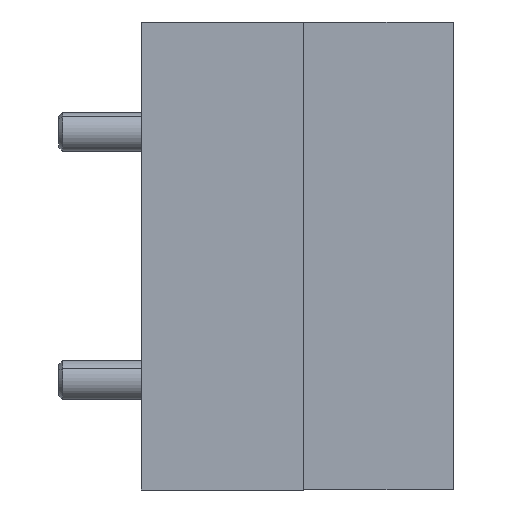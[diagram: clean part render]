
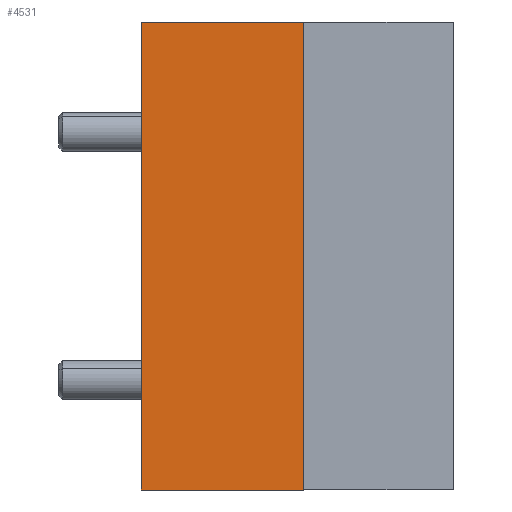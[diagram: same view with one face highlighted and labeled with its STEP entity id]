
A CAD part, left-side view. The second image highlights one B-rep face of the part: STEP entity #4531.
In plain terms, the highlighted planar face has unit normal (-1, 0, 0).
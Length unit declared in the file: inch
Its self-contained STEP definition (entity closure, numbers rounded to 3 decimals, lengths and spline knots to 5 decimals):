
#49 = VERTEX_POINT ( 'NONE', #3047 ) ;
#187 = LINE ( 'NONE', #5466, #4260 ) ;
#263 = DIRECTION ( 'NONE',  ( 0., 0., 1. ) ) ;
#292 = DIRECTION ( 'NONE',  ( 1., 0., 0. ) ) ;
#295 = ORIENTED_EDGE ( 'NONE', *, *, #1724, .T. ) ;
#426 = AXIS2_PLACEMENT_3D ( 'NONE', #5659, #292, #263 ) ;
#1268 = CARTESIAN_POINT ( 'NONE',  ( -5.92819, 2.39311, 0.9634 ) ) ;
#1412 = VECTOR ( 'NONE', #3258, 39.37008 ) ;
#1460 = VECTOR ( 'NONE', #1714, 39.37008 ) ;
#1501 = DIRECTION ( 'NONE',  ( 0., 0., -1. ) ) ;
#1601 = CARTESIAN_POINT ( 'NONE',  ( -5.92819, 2.39311, 1.7134 ) ) ;
#1714 = DIRECTION ( 'NONE',  ( 0., 1., 0. ) ) ;
#1724 = EDGE_CURVE ( 'NONE', #49, #3359, #5648, .T. ) ;
#1798 = ORIENTED_EDGE ( 'NONE', *, *, #1984, .F. ) ;
#1984 = EDGE_CURVE ( 'NONE', #49, #2971, #5939, .T. ) ;
#1986 = CARTESIAN_POINT ( 'NONE',  ( -5.92819, 2.13311, 0.9634 ) ) ;
#2141 = DIRECTION ( 'NONE',  ( 0., 1., 0. ) ) ;
#2963 = EDGE_LOOP ( 'NONE', ( #3135, #4530, #1798, #295 ) ) ;
#2971 = VERTEX_POINT ( 'NONE', #1986 ) ;
#3047 = CARTESIAN_POINT ( 'NONE',  ( -5.92819, 2.13311, 1.7134 ) ) ;
#3135 = ORIENTED_EDGE ( 'NONE', *, *, #4640, .T. ) ;
#3258 = DIRECTION ( 'NONE',  ( 0., 0., -1. ) ) ;
#3359 = VERTEX_POINT ( 'NONE', #1601 ) ;
#3401 = CARTESIAN_POINT ( 'NONE',  ( -5.92819, 2.13311, 0.9634 ) ) ;
#3775 = FACE_OUTER_BOUND ( 'NONE', #2963, .T. ) ;
#4260 = VECTOR ( 'NONE', #2141, 39.37008 ) ;
#4530 = ORIENTED_EDGE ( 'NONE', *, *, #6135, .F. ) ;
#4531 = ADVANCED_FACE ( 'NONE', ( #3775 ), #5144, .F. ) ;
#4575 = VECTOR ( 'NONE', #1501, 39.37008 ) ;
#4640 = EDGE_CURVE ( 'NONE', #3359, #6266, #5301, .T. ) ;
#5144 = PLANE ( 'NONE',  #426 ) ;
#5301 = LINE ( 'NONE', #6169, #1412 ) ;
#5466 = CARTESIAN_POINT ( 'NONE',  ( -5.92819, 2.13311, 0.9634 ) ) ;
#5648 = LINE ( 'NONE', #6112, #1460 ) ;
#5659 = CARTESIAN_POINT ( 'NONE',  ( -5.92819, 2.13311, 0.9634 ) ) ;
#5939 = LINE ( 'NONE', #3401, #4575 ) ;
#6112 = CARTESIAN_POINT ( 'NONE',  ( -5.92819, 2.13311, 1.7134 ) ) ;
#6135 = EDGE_CURVE ( 'NONE', #2971, #6266, #187, .T. ) ;
#6169 = CARTESIAN_POINT ( 'NONE',  ( -5.92819, 2.39311, 0.9634 ) ) ;
#6266 = VERTEX_POINT ( 'NONE', #1268 ) ;
